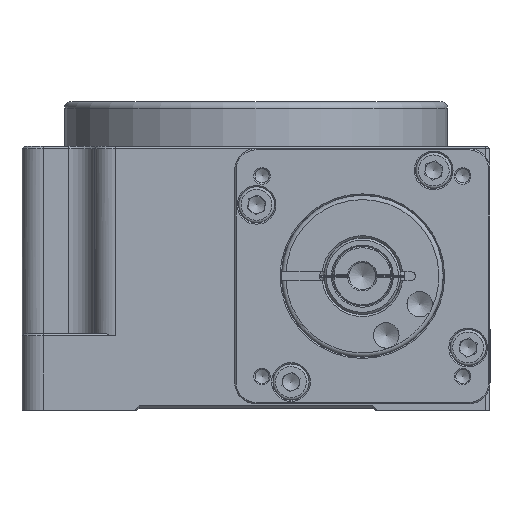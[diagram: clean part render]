
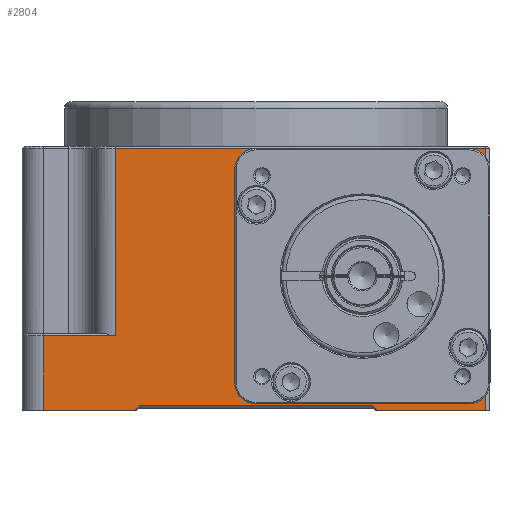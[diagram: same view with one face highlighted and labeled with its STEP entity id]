
A CAD part, front view. The second image highlights one B-rep face of the part: STEP entity #2804.
In plain terms, the highlighted planar face has unit normal (0, -1, 0).
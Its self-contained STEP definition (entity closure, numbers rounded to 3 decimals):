
#101 = DIRECTION ( 'NONE',  ( 0., 0., -1. ) ) ;
#143 = DIRECTION ( 'NONE',  ( 0., -1., 0. ) ) ;
#146 = CARTESIAN_POINT ( 'NONE',  ( 49.395, -61., 55.895 ) ) ;
#1011 = DIRECTION ( 'NONE',  ( 0., 0., -1. ) ) ;
#1017 = DIRECTION ( 'NONE',  ( 0., -1., 0. ) ) ;
#1028 = CARTESIAN_POINT ( 'NONE',  ( 0.605, -61., 7.105 ) ) ;
#1116 = CARTESIAN_POINT ( 'NONE',  ( 49.395, -61., 53.795 ) ) ;
#1127 = VERTEX_POINT ( 'NONE', #1116 ) ;
#1287 = EDGE_LOOP ( 'NONE', ( #30122 ) ) ;
#1679 = CIRCLE ( 'NONE', #22192, 2.1 ) ;
#1978 = CARTESIAN_POINT ( 'NONE',  ( -33., -61., 61.5 ) ) ;
#2019 = LINE ( 'NONE', #1978, #8246 ) ;
#2082 = EDGE_LOOP ( 'NONE', ( #30032 ) ) ;
#2162 = DIRECTION ( 'NONE',  ( -1., 0., 0. ) ) ;
#2804 = ADVANCED_FACE ( 'NONE', ( #5427, #5392, #5368, #5349, #5337, #5327 ), #5291, .F. ) ;
#2897 = EDGE_LOOP ( 'NONE', ( #22687 ) ) ;
#3408 = VERTEX_POINT ( 'NONE', #32770 ) ;
#4150 = EDGE_CURVE ( 'NONE', #28141, #21370, #24049, .T. ) ;
#4261 = ORIENTED_EDGE ( 'NONE', *, *, #8274, .F. ) ;
#4475 = CARTESIAN_POINT ( 'NONE',  ( -33., -61., 17.5 ) ) ;
#4649 = DIRECTION ( 'NONE',  ( 0., 0., -1. ) ) ;
#4660 = CARTESIAN_POINT ( 'NONE',  ( -33., -61., 62. ) ) ;
#4673 = LINE ( 'NONE', #4660, #24188 ) ;
#4876 = DIRECTION ( 'NONE',  ( 0., 0., -1. ) ) ;
#4905 = DIRECTION ( 'NONE',  ( 0., -1., 0. ) ) ;
#4908 = EDGE_LOOP ( 'NONE', ( #4261 ) ) ;
#4917 = CARTESIAN_POINT ( 'NONE',  ( 49.395, -61., 7.105 ) ) ;
#4935 = EDGE_CURVE ( 'NONE', #8809, #8809, #15230, .T. ) ;
#5146 = DIRECTION ( 'NONE',  ( 0., 0., 1. ) ) ;
#5158 = DIRECTION ( 'NONE',  ( 0., 1., 0. ) ) ;
#5248 = CARTESIAN_POINT ( 'NONE',  ( -55., -61., 62. ) ) ;
#5291 = PLANE ( 'NONE',  #20951 ) ;
#5327 = FACE_OUTER_BOUND ( 'NONE', #25592, .T. ) ;
#5337 = FACE_BOUND ( 'NONE', #1287, .T. ) ;
#5338 = VERTEX_POINT ( 'NONE', #8933 ) ;
#5349 = FACE_BOUND ( 'NONE', #2082, .T. ) ;
#5368 = FACE_BOUND ( 'NONE', #2897, .T. ) ;
#5392 = FACE_BOUND ( 'NONE', #4908, .T. ) ;
#5427 = FACE_BOUND ( 'NONE', #9307, .T. ) ;
#5567 = VECTOR ( 'NONE', #8462, 1000. ) ;
#6122 = AXIS2_PLACEMENT_3D ( 'NONE', #146, #143, #101 ) ;
#6607 = CARTESIAN_POINT ( 'NONE',  ( 49.395, -61., 5.005 ) ) ;
#6617 = VERTEX_POINT ( 'NONE', #6607 ) ;
#7378 = VERTEX_POINT ( 'NONE', #18982 ) ;
#8246 = VECTOR ( 'NONE', #2162, 1000. ) ;
#8274 = EDGE_CURVE ( 'NONE', #6617, #6617, #16028, .T. ) ;
#8462 = DIRECTION ( 'NONE',  ( 0., 0., 1. ) ) ;
#8476 = CARTESIAN_POINT ( 'NONE',  ( 54., -61., 62. ) ) ;
#8524 = LINE ( 'NONE', #8476, #5567 ) ;
#8778 = CARTESIAN_POINT ( 'NONE',  ( 25., -61., 54.5 ) ) ;
#8809 = VERTEX_POINT ( 'NONE', #8778 ) ;
#8933 = CARTESIAN_POINT ( 'NONE',  ( 28.5, -61., 0. ) ) ;
#9307 = EDGE_LOOP ( 'NONE', ( #25456 ) ) ;
#10161 = EDGE_CURVE ( 'NONE', #35489, #31654, #2019, .T. ) ;
#10469 = EDGE_CURVE ( 'NONE', #5338, #21370, #34850, .T. ) ;
#11148 = VECTOR ( 'NONE', #27532, 1000. ) ;
#11208 = VECTOR ( 'NONE', #35475, 1000. ) ;
#11776 = VECTOR ( 'NONE', #34812, 1000. ) ;
#12873 = DIRECTION ( 'NONE',  ( 0., 0., 1. ) ) ;
#12937 = DIRECTION ( 'NONE',  ( 0., 1., 0. ) ) ;
#12946 = CARTESIAN_POINT ( 'NONE',  ( 25., -61., 31.5 ) ) ;
#13195 = EDGE_CURVE ( 'NONE', #5338, #3408, #36367, .T. ) ;
#14419 = AXIS2_PLACEMENT_3D ( 'NONE', #1028, #1017, #1011 ) ;
#14555 = VERTEX_POINT ( 'NONE', #16043 ) ;
#15039 = EDGE_CURVE ( 'NONE', #3408, #35489, #8524, .T. ) ;
#15230 = CIRCLE ( 'NONE', #35822, 23. ) ;
#16028 = CIRCLE ( 'NONE', #20727, 2.1 ) ;
#16043 = CARTESIAN_POINT ( 'NONE',  ( -28.5, -61., 0. ) ) ;
#17357 = EDGE_CURVE ( 'NONE', #1127, #1127, #21929, .T. ) ;
#17686 = EDGE_CURVE ( 'NONE', #28141, #14555, #33217, .T. ) ;
#18982 = CARTESIAN_POINT ( 'NONE',  ( -50., -61., 0. ) ) ;
#19259 = CARTESIAN_POINT ( 'NONE',  ( 54., -61., 61.5 ) ) ;
#20727 = AXIS2_PLACEMENT_3D ( 'NONE', #4917, #4905, #4876 ) ;
#20951 = AXIS2_PLACEMENT_3D ( 'NONE', #5248, #5158, #5146 ) ;
#21370 = VERTEX_POINT ( 'NONE', #25481 ) ;
#21498 = DIRECTION ( 'NONE',  ( 0., 0., -1. ) ) ;
#21516 = DIRECTION ( 'NONE',  ( 0., -1., 0. ) ) ;
#21546 = CARTESIAN_POINT ( 'NONE',  ( 0.605, -61., 55.895 ) ) ;
#21848 = CARTESIAN_POINT ( 'NONE',  ( -50., -61., 17.5 ) ) ;
#21929 = CIRCLE ( 'NONE', #6122, 2.1 ) ;
#22075 = VECTOR ( 'NONE', #36283, 1000. ) ;
#22192 = AXIS2_PLACEMENT_3D ( 'NONE', #21546, #21516, #21498 ) ;
#22687 = ORIENTED_EDGE ( 'NONE', *, *, #23527, .F. ) ;
#23215 = EDGE_CURVE ( 'NONE', #31654, #33260, #4673, .T. ) ;
#23527 = EDGE_CURVE ( 'NONE', #34847, #34847, #30277, .T. ) ;
#23710 = EDGE_CURVE ( 'NONE', #33260, #35269, #35492, .T. ) ;
#24005 = DIRECTION ( 'NONE',  ( 1., 0., 0. ) ) ;
#24023 = CARTESIAN_POINT ( 'NONE',  ( -33., -61., 61.5 ) ) ;
#24030 = CARTESIAN_POINT ( 'NONE',  ( 28., -61., 1. ) ) ;
#24049 = LINE ( 'NONE', #24030, #25558 ) ;
#24089 = CARTESIAN_POINT ( 'NONE',  ( -27.5, -61., 1. ) ) ;
#24188 = VECTOR ( 'NONE', #4649, 1000. ) ;
#25456 = ORIENTED_EDGE ( 'NONE', *, *, #4935, .T. ) ;
#25481 = CARTESIAN_POINT ( 'NONE',  ( 27.5, -61., 1. ) ) ;
#25483 = VECTOR ( 'NONE', #33076, 1000. ) ;
#25558 = VECTOR ( 'NONE', #24005, 1000. ) ;
#25592 = EDGE_LOOP ( 'NONE', ( #28296, #28598, #27899, #28122, #27841, #27885, #27581, #27681, #27134, #27288 ) ) ;
#27134 = ORIENTED_EDGE ( 'NONE', *, *, #10469, .F. ) ;
#27288 = ORIENTED_EDGE ( 'NONE', *, *, #13195, .T. ) ;
#27532 = DIRECTION ( 'NONE',  ( 0., 0., -1. ) ) ;
#27565 = CARTESIAN_POINT ( 'NONE',  ( -50., -61., 62. ) ) ;
#27570 = LINE ( 'NONE', #27565, #11148 ) ;
#27581 = ORIENTED_EDGE ( 'NONE', *, *, #17686, .F. ) ;
#27681 = ORIENTED_EDGE ( 'NONE', *, *, #4150, .T. ) ;
#27841 = ORIENTED_EDGE ( 'NONE', *, *, #31339, .T. ) ;
#27885 = ORIENTED_EDGE ( 'NONE', *, *, #30695, .T. ) ;
#27899 = ORIENTED_EDGE ( 'NONE', *, *, #23215, .T. ) ;
#28122 = ORIENTED_EDGE ( 'NONE', *, *, #23710, .T. ) ;
#28141 = VERTEX_POINT ( 'NONE', #24089 ) ;
#28296 = ORIENTED_EDGE ( 'NONE', *, *, #15039, .T. ) ;
#28521 = CARTESIAN_POINT ( 'NONE',  ( 0.605, -61., 53.795 ) ) ;
#28563 = VERTEX_POINT ( 'NONE', #28521 ) ;
#28598 = ORIENTED_EDGE ( 'NONE', *, *, #10161, .T. ) ;
#30032 = ORIENTED_EDGE ( 'NONE', *, *, #35315, .F. ) ;
#30122 = ORIENTED_EDGE ( 'NONE', *, *, #17357, .F. ) ;
#30277 = CIRCLE ( 'NONE', #14419, 2.1 ) ;
#30695 = EDGE_CURVE ( 'NONE', #7378, #14555, #35522, .T. ) ;
#31339 = EDGE_CURVE ( 'NONE', #35269, #7378, #27570, .T. ) ;
#31654 = VERTEX_POINT ( 'NONE', #24023 ) ;
#32770 = CARTESIAN_POINT ( 'NONE',  ( 54., -61., 0. ) ) ;
#33076 = DIRECTION ( 'NONE',  ( -0.707, 0., -0.707 ) ) ;
#33110 = CARTESIAN_POINT ( 'NONE',  ( -28.5, -61., 0. ) ) ;
#33217 = LINE ( 'NONE', #33110, #25483 ) ;
#33260 = VERTEX_POINT ( 'NONE', #4475 ) ;
#34440 = VECTOR ( 'NONE', #35413, 1000. ) ;
#34812 = DIRECTION ( 'NONE',  ( -0.707, 0., 0.707 ) ) ;
#34819 = CARTESIAN_POINT ( 'NONE',  ( 27.5, -61., 1. ) ) ;
#34841 = CARTESIAN_POINT ( 'NONE',  ( 0.605, -61., 5.005 ) ) ;
#34847 = VERTEX_POINT ( 'NONE', #34841 ) ;
#34850 = LINE ( 'NONE', #34819, #11776 ) ;
#35269 = VERTEX_POINT ( 'NONE', #21848 ) ;
#35315 = EDGE_CURVE ( 'NONE', #28563, #28563, #1679, .T. ) ;
#35413 = DIRECTION ( 'NONE',  ( -1., 0., 0. ) ) ;
#35450 = CARTESIAN_POINT ( 'NONE',  ( -50., -61., 17.5 ) ) ;
#35475 = DIRECTION ( 'NONE',  ( 1., 0., 0. ) ) ;
#35489 = VERTEX_POINT ( 'NONE', #19259 ) ;
#35492 = LINE ( 'NONE', #35450, #34440 ) ;
#35516 = CARTESIAN_POINT ( 'NONE',  ( -55., -61., 0. ) ) ;
#35522 = LINE ( 'NONE', #35516, #11208 ) ;
#35822 = AXIS2_PLACEMENT_3D ( 'NONE', #12946, #12937, #12873 ) ;
#36283 = DIRECTION ( 'NONE',  ( 1., 0., 0. ) ) ;
#36342 = CARTESIAN_POINT ( 'NONE',  ( -55., -61., 0. ) ) ;
#36367 = LINE ( 'NONE', #36342, #22075 ) ;
